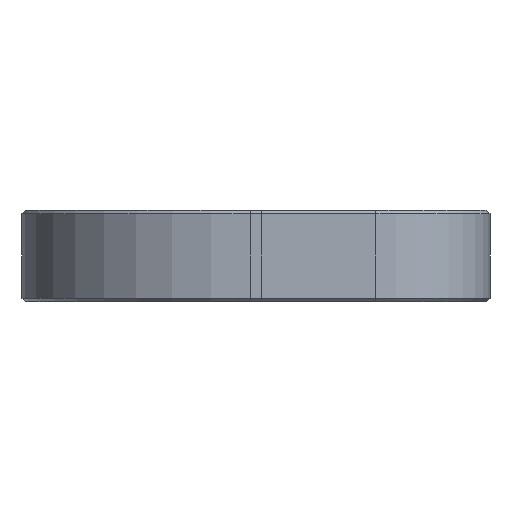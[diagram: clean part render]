
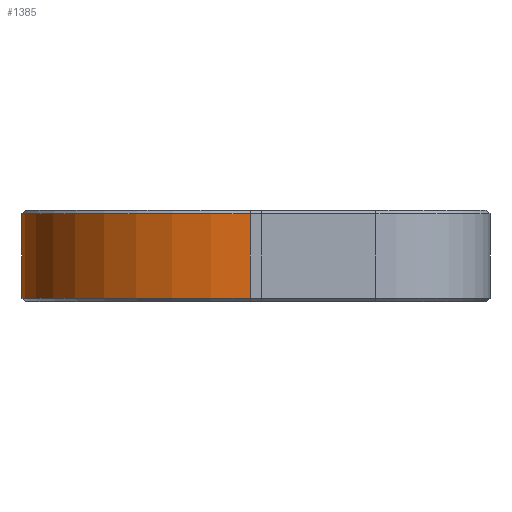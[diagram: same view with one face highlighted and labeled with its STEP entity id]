
A CAD part, left-side view. The second image highlights one B-rep face of the part: STEP entity #1385.
In plain terms, the highlighted cylindrical face has radius 50 mm (diameter 100 mm), a partial arc.
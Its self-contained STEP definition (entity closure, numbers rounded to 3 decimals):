
#519 = VERTEX_POINT('',#520);
#520 = CARTESIAN_POINT('',(-2.5,52.5,0.75));
#567 = VERTEX_POINT('',#568);
#568 = CARTESIAN_POINT('',(-52.5,2.5,0.75));
#574 = EDGE_CURVE('',#567,#519,#575,.T.);
#575 = CIRCLE('',#576,50.);
#576 = AXIS2_PLACEMENT_3D('',#577,#578,#579);
#577 = CARTESIAN_POINT('',(-2.5,2.5,0.75));
#578 = DIRECTION('',(0.,0.,-1.));
#579 = DIRECTION('',(-1.,0.,0.));
#1367 = VERTEX_POINT('',#1368);
#1368 = CARTESIAN_POINT('',(-2.5,52.5,19.25));
#1374 = EDGE_CURVE('',#519,#1367,#1375,.T.);
#1375 = LINE('',#1376,#1377);
#1376 = CARTESIAN_POINT('',(-2.5,52.5,0.));
#1377 = VECTOR('',#1378,1.);
#1378 = DIRECTION('',(0.,0.,1.));
#1385 = ADVANCED_FACE('',(#1386),#1405,.T.);
#1386 = FACE_BOUND('',#1387,.F.);
#1387 = EDGE_LOOP('',(#1388,#1389,#1398,#1404));
#1388 = ORIENTED_EDGE('',*,*,#1374,.T.);
#1389 = ORIENTED_EDGE('',*,*,#1390,.T.);
#1390 = EDGE_CURVE('',#1367,#1391,#1393,.T.);
#1391 = VERTEX_POINT('',#1392);
#1392 = CARTESIAN_POINT('',(-52.5,2.5,19.25));
#1393 = CIRCLE('',#1394,50.);
#1394 = AXIS2_PLACEMENT_3D('',#1395,#1396,#1397);
#1395 = CARTESIAN_POINT('',(-2.5,2.5,19.25));
#1396 = DIRECTION('',(0.,-0.,1.));
#1397 = DIRECTION('',(0.,1.,0.));
#1398 = ORIENTED_EDGE('',*,*,#1399,.F.);
#1399 = EDGE_CURVE('',#567,#1391,#1400,.T.);
#1400 = LINE('',#1401,#1402);
#1401 = CARTESIAN_POINT('',(-52.5,2.5,0.));
#1402 = VECTOR('',#1403,1.);
#1403 = DIRECTION('',(0.,0.,1.));
#1404 = ORIENTED_EDGE('',*,*,#574,.T.);
#1405 = CYLINDRICAL_SURFACE('',#1406,50.);
#1406 = AXIS2_PLACEMENT_3D('',#1407,#1408,#1409);
#1407 = CARTESIAN_POINT('',(-2.5,2.5,0.));
#1408 = DIRECTION('',(-0.,-0.,-1.));
#1409 = DIRECTION('',(1.,0.,0.));
